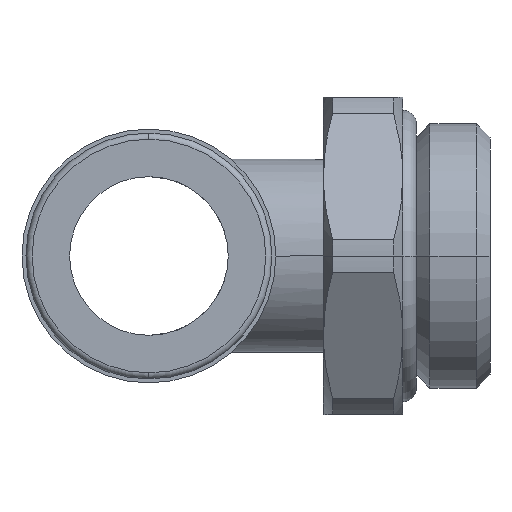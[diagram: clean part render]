
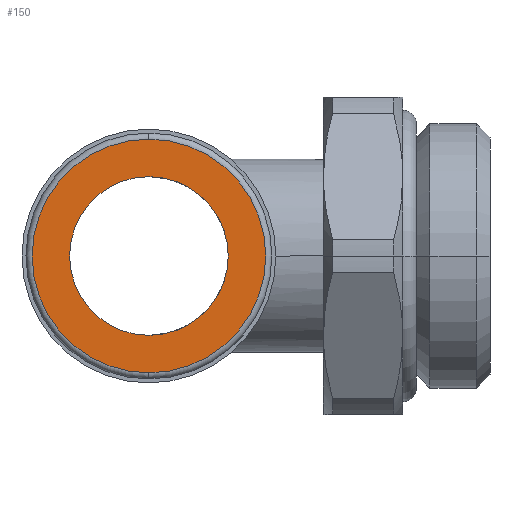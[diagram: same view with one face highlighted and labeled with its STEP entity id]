
A CAD part, left-side view. The second image highlights one B-rep face of the part: STEP entity #150.
In plain terms, the highlighted planar face has unit normal (-1, 0, 0).
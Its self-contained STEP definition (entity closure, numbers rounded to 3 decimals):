
#150=ADVANCED_FACE('',(#383,#384),#385,.T.);
#383=FACE_BOUND('',#636,.T.);
#384=FACE_OUTER_BOUND('',#637,.T.);
#385=PLANE('',#638);
#636=EDGE_LOOP('',(#1501,#1502));
#637=EDGE_LOOP('',(#1503,#1504,#1505));
#638=AXIS2_PLACEMENT_3D('',#1506,#1507,#1508);
#1501=ORIENTED_EDGE('',*,*,#1845,.T.);
#1502=ORIENTED_EDGE('',*,*,#1760,.T.);
#1503=ORIENTED_EDGE('',*,*,#1915,.T.);
#1504=ORIENTED_EDGE('',*,*,#1692,.T.);
#1505=ORIENTED_EDGE('',*,*,#1916,.T.);
#1506=CARTESIAN_POINT('',(-26.5,12.319,0.0));
#1507=DIRECTION('',(-1.0,0.,0.0));
#1508=DIRECTION('',(0.,-1.0,0.0));
#1692=EDGE_CURVE('',#2039,#2045,#2047,.T.);
#1760=EDGE_CURVE('',#2160,#2163,#2165,.T.);
#1845=EDGE_CURVE('',#2163,#2160,#2303,.T.);
#1915=EDGE_CURVE('',#2402,#2039,#2403,.T.);
#1916=EDGE_CURVE('',#2045,#2402,#2404,.T.);
#2039=VERTEX_POINT('',#2585);
#2045=VERTEX_POINT('',#2591);
#2047=CIRCLE('',#2593,7.363);
#2160=VERTEX_POINT('',#2853);
#2163=VERTEX_POINT('',#2857);
#2165=CIRCLE('',#2860,5.0);
#2303=CIRCLE('',#3140,5.0);
#2402=VERTEX_POINT('',#3469);
#2403=CIRCLE('',#3470,7.363);
#2404=CIRCLE('',#3471,7.363);
#2585=CARTESIAN_POINT('',(-26.5,16.0,7.363));
#2591=CARTESIAN_POINT('',(-26.5,16.0,-7.363));
#2593=AXIS2_PLACEMENT_3D('',#3630,#3631,#3632);
#2853=CARTESIAN_POINT('',(-26.5,16.0,-5.0));
#2857=CARTESIAN_POINT('',(-26.5,16.0,5.0));
#2860=AXIS2_PLACEMENT_3D('',#3753,#3754,#3755);
#3140=AXIS2_PLACEMENT_3D('',#3892,#3893,#3894);
#3469=CARTESIAN_POINT('',(-26.5,8.638,0.0));
#3470=AXIS2_PLACEMENT_3D('',#4022,#4023,#4024);
#3471=AXIS2_PLACEMENT_3D('',#4025,#4026,#4027);
#3630=CARTESIAN_POINT('',(-26.5,16.0,0.0));
#3631=DIRECTION('',(-1.0,0.,0.0));
#3632=DIRECTION('',(0.,-1.0,0.0));
#3753=CARTESIAN_POINT('',(-26.5,16.0,0.0));
#3754=DIRECTION('',(1.0,0.,0.0));
#3755=DIRECTION('',(0.0,0.0,-1.0));
#3892=CARTESIAN_POINT('',(-26.5,16.0,0.0));
#3893=DIRECTION('',(1.0,0.,0.0));
#3894=DIRECTION('',(0.0,0.0,-1.0));
#4022=CARTESIAN_POINT('',(-26.5,16.0,0.0));
#4023=DIRECTION('',(-1.0,0.,0.0));
#4024=DIRECTION('',(0.,-1.0,0.0));
#4025=CARTESIAN_POINT('',(-26.5,16.0,0.0));
#4026=DIRECTION('',(-1.0,0.,0.0));
#4027=DIRECTION('',(0.,-1.0,0.0));
